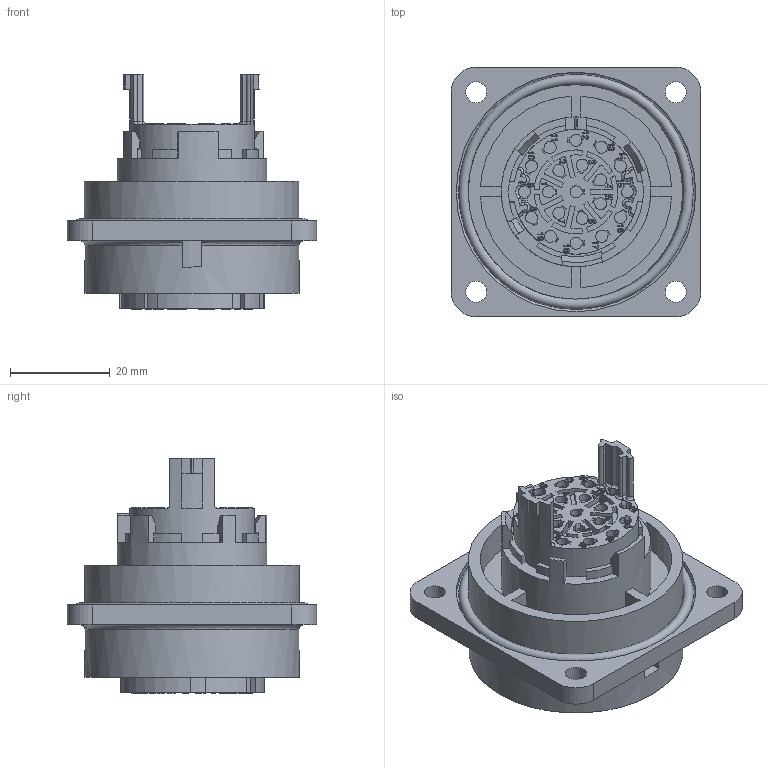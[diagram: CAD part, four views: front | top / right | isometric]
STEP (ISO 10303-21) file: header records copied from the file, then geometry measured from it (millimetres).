
FILE_DESCRIPTION(/* description */ (''),/* implementation_level */ '2;1');
FILE_NAME(/* name */ 'c016 10g019 000 2nxc001-01.stp',/* time_stamp */ '2019-07-08T08:46:32+02:00',/* author */ (''),/* organization */ (''),/* preprocessor_version */ 'ST-DEVELOPER v16.7',/* originating_system */ 'SIEMENS PLM Software NX 12.0',/* authorisation */ '');
FILE_SCHEMA (('AUTOMOTIVE_DESIGN { 1 0 10303 214 3 1 1 1 }'));
Length unit declared in the file: millimetre
Products named in the file (1): c016 10g019 000 2nxc001-01
Bounding box: 50 x 50 x 47.2 mm (x, y, z)
Volume: 35168.9 mm3; surface area: 18366.7 mm2
Topology: 1 solids, 2 shells, 1161 faces, 3072 edges, 2046 vertices
Faces by surface type: plane 706, cylinder 206, extrusion 182, cone 44, torus 21, bspline 2
Full cylindrical faces by diameter (mm): 4.2 x4, 16.8 x1, 25 x2, 29 x1, 30 x1, 38.3 x1, 43 x2, 48 x1
Entity records: 40978 total; most frequent: CARTESIAN_POINT 13631, ORIENTED_EDGE 6080, DIRECTION 4760, EDGE_CURVE 3040, VERTEX_POINT 2033, VECTOR 1686, AXIS2_PLACEMENT_3D 1537, LINE 1504
